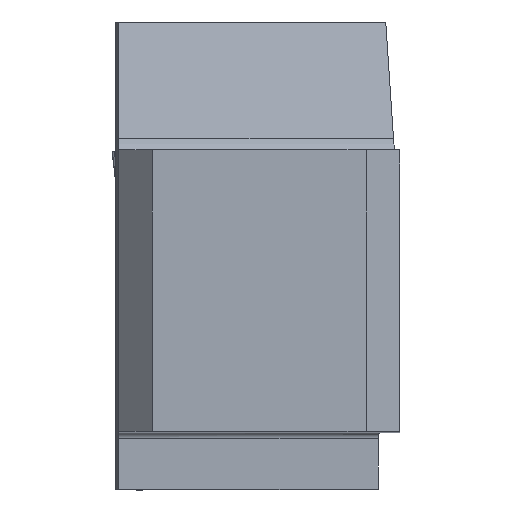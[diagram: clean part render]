
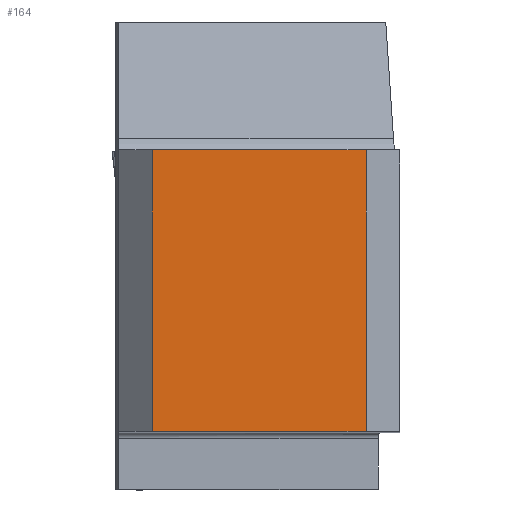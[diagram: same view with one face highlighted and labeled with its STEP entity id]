
A CAD part, top view. The second image highlights one B-rep face of the part: STEP entity #164.
In plain terms, the highlighted planar face has unit normal (0, 0, 1).
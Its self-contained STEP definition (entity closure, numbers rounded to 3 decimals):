
#164=ADVANCED_FACE('CU_BACK_SU1',(#274),#222,.F.);
#222=PLANE('',#1377);
#274=FACE_OUTER_BOUND('',#336,.T.);
#336=EDGE_LOOP('',(#496,#497,#498,#499));
#496=ORIENTED_EDGE('',*,*,#913,.F.);
#497=ORIENTED_EDGE('',*,*,#908,.T.);
#498=ORIENTED_EDGE('',*,*,#914,.T.);
#499=ORIENTED_EDGE('',*,*,#903,.F.);
#774=VERTEX_POINT('',#1902);
#775=VERTEX_POINT('',#1904);
#778=VERTEX_POINT('',#1912);
#779=VERTEX_POINT('',#1914);
#903=EDGE_CURVE('',#774,#775,#1062,.T.);
#908=EDGE_CURVE('',#779,#778,#1067,.T.);
#913=EDGE_CURVE('',#779,#774,#1071,.T.);
#914=EDGE_CURVE('',#778,#775,#1072,.T.);
#1062=LINE('',#1903,#1200);
#1067=LINE('',#1913,#1205);
#1071=LINE('',#1922,#1209);
#1072=LINE('',#1923,#1210);
#1200=VECTOR('',#1546,1.);
#1205=VECTOR('',#1553,1.);
#1209=VECTOR('',#1565,1.);
#1210=VECTOR('',#1566,1.);
#1377=AXIS2_PLACEMENT_3D('',#1924,#1567,#1568);
#1546=DIRECTION('',(1.,0.,0.));
#1553=DIRECTION('',(1.,0.,0.));
#1565=DIRECTION('',(0.,1.,0.));
#1566=DIRECTION('',(0.,1.,0.));
#1567=DIRECTION('',(0.,0.,-1.));
#1568=DIRECTION('',(-1.,0.,0.));
#1902=CARTESIAN_POINT('',(-21.925,24.925,0.));
#1903=CARTESIAN_POINT('',(-110.,24.925,0.));
#1904=CARTESIAN_POINT('',(-3.,24.925,0.));
#1912=CARTESIAN_POINT('',(-3.,0.,0.));
#1913=CARTESIAN_POINT('',(-110.,0.,0.));
#1914=CARTESIAN_POINT('',(-21.925,0.,0.));
#1922=CARTESIAN_POINT('',(-21.925,0.,0.));
#1923=CARTESIAN_POINT('',(-3.,0.,0.));
#1924=CARTESIAN_POINT('',(23.246,44.925,0.));
